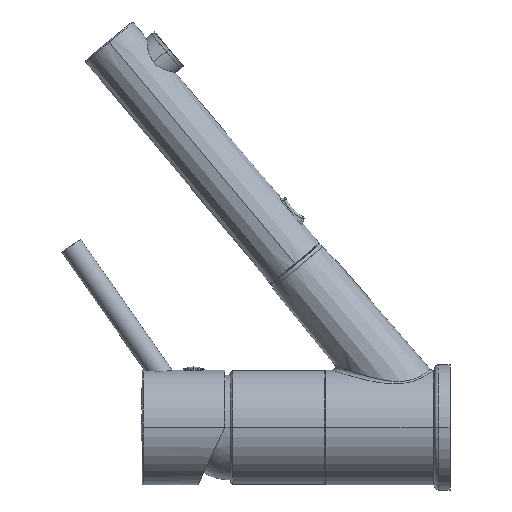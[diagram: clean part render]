
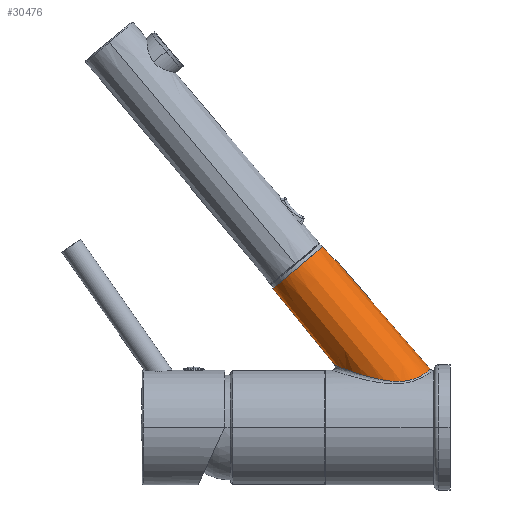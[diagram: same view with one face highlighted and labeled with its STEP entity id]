
A CAD part, left-side view. The second image highlights one B-rep face of the part: STEP entity #30476.
In plain terms, the highlighted conical face has half-angle 1 degrees and reference radius 15.122 mm.
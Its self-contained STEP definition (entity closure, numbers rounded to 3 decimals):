
#906=CARTESIAN_POINT('',(0.,59.958,63.872));
#907=DIRECTION('',(0.,0.643,0.766));
#908=DIRECTION('',(-0.239,-0.744,0.624));
#909=AXIS2_PLACEMENT_3D('',#906,#907,#908);
#911=DIRECTION('',(0.,-0.656,-0.755));
#912=VECTOR('',#911,63.313);
#913=CARTESIAN_POINT('',(0.,48.743,73.282));
#914=LINE('',#913,#912);
#915=CARTESIAN_POINT('',(0.,49.228,27.363));
#916=CARTESIAN_POINT('',(-0.135,49.228,27.362));
#917=CARTESIAN_POINT('',(-0.406,49.221,27.36));
#918=CARTESIAN_POINT('',(-0.812,49.19,27.347));
#919=CARTESIAN_POINT('',(-1.219,49.139,27.327));
#920=CARTESIAN_POINT('',(-1.626,49.067,27.299));
#921=CARTESIAN_POINT('',(-2.034,48.973,27.262));
#922=CARTESIAN_POINT('',(-2.447,48.858,27.216));
#923=CARTESIAN_POINT('',(-2.868,48.717,27.16));
#924=CARTESIAN_POINT('',(-3.299,48.549,27.094));
#925=CARTESIAN_POINT('',(-3.744,48.351,27.016));
#926=CARTESIAN_POINT('',(-4.202,48.118,26.925));
#927=CARTESIAN_POINT('',(-4.672,47.85,26.82));
#928=CARTESIAN_POINT('',(-5.153,47.544,26.701));
#929=CARTESIAN_POINT('',(-5.644,47.198,26.567));
#930=CARTESIAN_POINT('',(-6.146,46.807,26.416));
#931=CARTESIAN_POINT('',(-6.661,46.366,26.247));
#932=CARTESIAN_POINT('',(-7.189,45.87,26.058));
#933=CARTESIAN_POINT('',(-7.73,45.314,25.848));
#934=CARTESIAN_POINT('',(-8.283,44.692,25.615));
#935=CARTESIAN_POINT('',(-8.848,43.998,25.359));
#936=CARTESIAN_POINT('',(-9.421,43.228,25.077));
#937=CARTESIAN_POINT('',(-10.001,42.376,24.771));
#938=CARTESIAN_POINT('',(-10.584,41.44,24.44));
#939=CARTESIAN_POINT('',(-11.165,40.416,24.086));
#940=CARTESIAN_POINT('',(-11.738,39.306,23.712));
#941=CARTESIAN_POINT('',(-12.295,38.115,23.323));
#942=CARTESIAN_POINT('',(-12.827,36.854,22.926));
#943=CARTESIAN_POINT('',(-13.326,35.538,22.53));
#944=CARTESIAN_POINT('',(-13.782,34.189,22.144));
#945=CARTESIAN_POINT('',(-14.19,32.83,21.78));
#946=CARTESIAN_POINT('',(-14.544,31.486,21.446));
#947=CARTESIAN_POINT('',(-14.842,30.175,21.148));
#948=CARTESIAN_POINT('',(-15.087,28.914,20.89));
#949=CARTESIAN_POINT('',(-15.281,27.711,20.673));
#950=CARTESIAN_POINT('',(-15.429,26.57,20.496));
#951=CARTESIAN_POINT('',(-15.535,25.493,20.356));
#952=CARTESIAN_POINT('',(-15.603,24.478,20.253));
#953=CARTESIAN_POINT('',(-15.637,23.52,20.181));
#954=CARTESIAN_POINT('',(-15.64,22.617,20.139));
#955=CARTESIAN_POINT('',(-15.616,21.763,20.124));
#956=CARTESIAN_POINT('',(-15.567,20.954,20.133));
#957=CARTESIAN_POINT('',(-15.494,20.186,20.164));
#958=CARTESIAN_POINT('',(-15.399,19.454,20.215));
#959=CARTESIAN_POINT('',(-15.282,18.756,20.286));
#960=CARTESIAN_POINT('',(-15.146,18.088,20.373));
#961=CARTESIAN_POINT('',(-14.989,17.446,20.476));
#962=CARTESIAN_POINT('',(-14.812,16.829,20.595));
#963=CARTESIAN_POINT('',(-14.616,16.233,20.728));
#964=CARTESIAN_POINT('',(-14.398,15.658,20.875));
#965=CARTESIAN_POINT('',(-14.16,15.101,21.034));
#966=CARTESIAN_POINT('',(-13.899,14.561,21.206));
#967=CARTESIAN_POINT('',(-13.616,14.037,21.389));
#968=CARTESIAN_POINT('',(-13.309,13.528,21.583));
#969=CARTESIAN_POINT('',(-12.978,13.034,21.787));
#970=CARTESIAN_POINT('',(-12.621,12.555,22.));
#971=CARTESIAN_POINT('',(-12.238,12.091,22.221));
#972=CARTESIAN_POINT('',(-11.828,11.643,22.449));
#973=CARTESIAN_POINT('',(-11.391,11.211,22.681));
#974=CARTESIAN_POINT('',(-10.926,10.796,22.917));
#975=CARTESIAN_POINT('',(-10.434,10.4,23.154));
#976=CARTESIAN_POINT('',(-9.916,10.023,23.391));
#977=CARTESIAN_POINT('',(-9.373,9.667,23.624));
#978=CARTESIAN_POINT('',(-8.804,9.332,23.851));
#979=CARTESIAN_POINT('',(-8.213,9.02,24.071));
#980=CARTESIAN_POINT('',(-7.601,8.731,24.281));
#981=CARTESIAN_POINT('',(-6.969,8.467,24.48));
#982=CARTESIAN_POINT('',(-6.32,8.226,24.664));
#983=CARTESIAN_POINT('',(-5.655,8.011,24.833));
#984=CARTESIAN_POINT('',(-4.976,7.821,24.986));
#985=CARTESIAN_POINT('',(-4.286,7.657,25.12));
#986=CARTESIAN_POINT('',(-3.587,7.518,25.235));
#987=CARTESIAN_POINT('',(-2.879,7.404,25.33));
#988=CARTESIAN_POINT('',(-2.165,7.315,25.405));
#989=CARTESIAN_POINT('',(-1.446,7.252,25.459));
#990=CARTESIAN_POINT('',(-0.724,7.214,25.491));
#991=CARTESIAN_POINT('',(-0.241,7.206,25.499));
#992=CARTESIAN_POINT('',(0.,7.206,25.499));
#994=DIRECTION('',(0.,-0.629,-0.777));
#995=VECTOR('',#994,42.871);
#996=CARTESIAN_POINT('',(0.,76.208,60.68));
#997=LINE('',#996,#995);
#998=CARTESIAN_POINT('',(0.,65.1,70.));
#999=DIRECTION('',(0.,-0.643,-0.766));
#1000=DIRECTION('',(-0.241,-0.743,0.624));
#1001=AXIS2_PLACEMENT_3D('',#998,#999,#1000);
#1003=CARTESIAN_POINT('',(-3.5,54.321,79.045));
#1004=CARTESIAN_POINT('',(-3.5,53.741,78.379));
#1005=CARTESIAN_POINT('',(-3.5,52.58,77.044));
#1006=CARTESIAN_POINT('',(-3.5,50.829,75.032));
#1007=CARTESIAN_POINT('',(-3.5,49.656,73.684));
#1008=CARTESIAN_POINT('',(-3.5,49.068,73.009));
#25819=VERTEX_POINT('',#915);
#25820=VERTEX_POINT('',#992);
#25823=CARTESIAN_POINT('',(0.,76.208,60.68));
#25824=VERTEX_POINT('',#25823);
#25847=CARTESIAN_POINT('',(0.,48.743,
73.282));
#25849=VERTEX_POINT('',#25847);
#25852=CARTESIAN_POINT('',(-3.5,49.068,73.009));
#25853=VERTEX_POINT('',#25852);
#25854=VERTEX_POINT('',#1003);
#30458=CARTESIAN_POINT('',(0.,42.183,42.689));
#30459=DIRECTION('',(0.,-0.643,-0.766));
#30460=DIRECTION('',(0.,-0.766,0.643));
#30461=AXIS2_PLACEMENT_3D('',#30458,#30459,#30460);
#30462=CONICAL_SURFACE('',#30461,15.122,1.);
#30464=ORIENTED_EDGE('',*,*,#30463,.T.);
#30466=ORIENTED_EDGE('',*,*,#30465,.T.);
#30467=ORIENTED_EDGE('',*,*,#30441,.F.);
#30469=ORIENTED_EDGE('',*,*,#30468,.F.);
#30471=ORIENTED_EDGE('',*,*,#30470,.F.);
#30473=ORIENTED_EDGE('',*,*,#30472,.T.);
#30474=EDGE_LOOP('',(#30464,#30466,#30467,#30469,#30471,#30473));
#30475=FACE_OUTER_BOUND('',#30474,.F.);
#30476=ADVANCED_FACE('',(#30475),#30462,.T.);
#910=CIRCLE('',#909,14.64);
#993=B_SPLINE_CURVE_WITH_KNOTS('',3,(#915,#916,#917,#918,#919,#920,#921,#922,
#923,#924,#925,#926,#927,#928,#929,#930,#931,#932,#933,#934,#935,#936,#937,#938,
#939,#940,#941,#942,#943,#944,#945,#946,#947,#948,#949,#950,#951,#952,#953,#954,
#955,#956,#957,#958,#959,#960,#961,#962,#963,#964,#965,#966,#967,#968,#969,#970,
#971,#972,#973,#974,#975,#976,#977,#978,#979,#980,#981,#982,#983,#984,#985,#986,
#987,#988,#989,#990,#991,#992),.UNSPECIFIED.,.F.,.F.,(4,1,1,1,1,1,1,1,1,1,1,1,1,
1,1,1,1,1,1,1,1,1,1,1,1,1,1,1,1,1,1,1,1,1,1,1,1,1,1,1,1,1,1,1,1,1,1,1,1,1,1,1,1,
1,1,1,1,1,1,1,1,1,1,1,1,1,1,1,1,1,1,1,1,1,1,4),(0.,0.013,
0.027,0.04,0.053,0.067,0.08,
0.093,0.107,0.12,0.133,0.147,
0.16,0.173,0.187,0.2,0.213,
0.227,0.24,0.253,0.267,0.28,
0.293,0.307,0.32,0.333,0.347,
0.36,0.373,0.387,0.4,0.413,
0.427,0.44,0.453,0.467,0.48,
0.493,0.507,0.52,0.533,0.547,
0.56,0.573,0.587,0.6,0.613,
0.627,0.64,0.653,0.667,0.68,
0.693,0.707,0.72,0.733,0.747,
0.76,0.773,0.787,0.8,0.813,
0.827,0.84,0.853,0.867,0.88,
0.893,0.907,0.92,0.933,0.947,
0.96,0.973,0.987,1.),.UNSPECIFIED.);
#1002=CIRCLE('',#1001,14.5);
#1009=B_SPLINE_CURVE_WITH_KNOTS('',3,(#1003,#1004,#1005,#1006,#1007,#1008),
.UNSPECIFIED.,.F.,.F.,(4,1,1,4),(0.,0.333,0.667,1.),
.UNSPECIFIED.);
#30441=EDGE_CURVE('',#25819,#25820,#993,.T.);
#30463=EDGE_CURVE('',#25853,#25849,#910,.T.);
#30465=EDGE_CURVE('',#25849,#25820,#914,.T.);
#30468=EDGE_CURVE('',#25824,#25819,#997,.T.);
#30470=EDGE_CURVE('',#25854,#25824,#1002,.T.);
#30472=EDGE_CURVE('',#25854,#25853,#1009,.T.);
